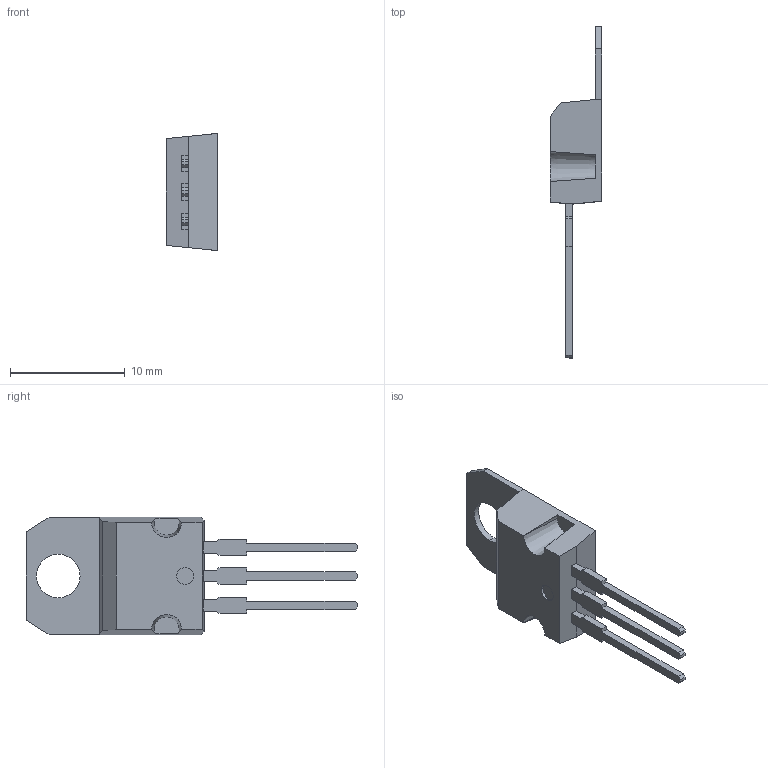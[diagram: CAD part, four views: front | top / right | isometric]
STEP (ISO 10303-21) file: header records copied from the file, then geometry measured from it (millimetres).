
FILE_DESCRIPTION (( 'STEP AP214' ), '1' );
FILE_NAME ('L7805CV.STEP', '2019-11-04T13:17:32', ( '' ), ( '' ), 'SwSTEP 2.0', 'SolidWorks 2017', '' );
FILE_SCHEMA (( 'AUTOMOTIVE_DESIGN' ));
Length unit declared in the file: millimetre
Products named in the file (1): L7805CV
Bounding box: 4.5 x 28.9 x 10.2 mm (x, y, z)
Volume: 410.8 mm3; surface area: 597.8 mm2
Topology: 5 solids, 5 shells, 78 faces, 197 edges, 130 vertices
Faces by surface type: plane 68, cone 6, cylinder 4
Entity records: 2379 total; most frequent: CARTESIAN_POINT 418, ORIENTED_EDGE 394, DIRECTION 367, EDGE_CURVE 197, VECTOR 177, LINE 177, VERTEX_POINT 130, AXIS2_PLACEMENT_3D 95
